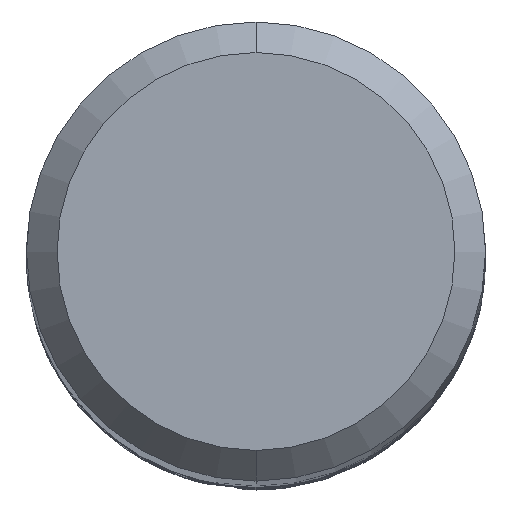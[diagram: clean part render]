
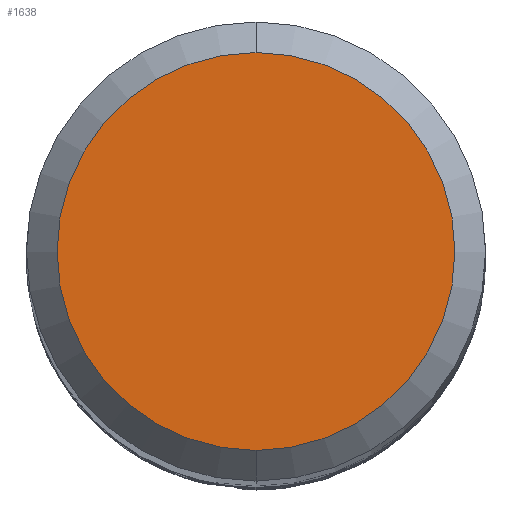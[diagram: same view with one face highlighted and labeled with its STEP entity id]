
A CAD part, top view. The second image highlights one B-rep face of the part: STEP entity #1638.
In plain terms, the highlighted planar face has unit normal (0, 0, 1).
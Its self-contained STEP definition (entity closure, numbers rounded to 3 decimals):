
#782=EDGE_CURVE('',#820,#1060,#1899,.T.);
#820=VERTEX_POINT('',#1943);
#848=EDGE_CURVE('',#1060,#820,#1971,.T.);
#1060=VERTEX_POINT('',#2198);
#1638=ADVANCED_FACE('',(#2832),#2833,.T.);
#1899=CIRCLE('',#4657,2.6);
#1943=CARTESIAN_POINT('',(0.0,2.6,0.0));
#1971=CIRCLE('',#5201,2.6);
#2198=CARTESIAN_POINT('',(0.,-2.6,0.0));
#2832=FACE_OUTER_BOUND('',#13526,.T.);
#2833=PLANE('',#13527);
#4657=AXIS2_PLACEMENT_3D('',#13822,#13823,#13824);
#5201=AXIS2_PLACEMENT_3D('',#13896,#13897,#13898);
#13526=EDGE_LOOP('',(#14838,#14839));
#13527=AXIS2_PLACEMENT_3D('',#14840,#14841,#14842);
#13822=CARTESIAN_POINT('',(0.0,0.0,0.0));
#13823=DIRECTION('',(0.0,0.0,-1.0));
#13824=DIRECTION('',(0.0,1.0,0.0));
#13896=CARTESIAN_POINT('',(0.0,0.0,0.0));
#13897=DIRECTION('',(0.0,0.0,-1.0));
#13898=DIRECTION('',(0.0,1.0,0.0));
#14838=ORIENTED_EDGE('',*,*,#782,.F.);
#14839=ORIENTED_EDGE('',*,*,#848,.F.);
#14840=CARTESIAN_POINT('',(0.0,1.3,0.0));
#14841=DIRECTION('',(-0.0,0.0,1.0));
#14842=DIRECTION('',(0.0,-1.0,0.0));
